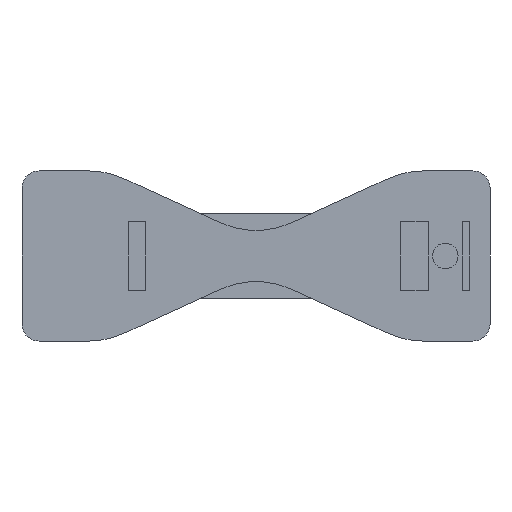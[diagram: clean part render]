
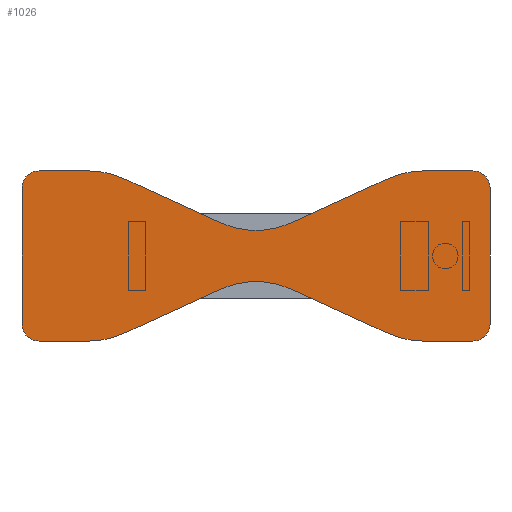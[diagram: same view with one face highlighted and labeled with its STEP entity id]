
A CAD part, front view. The second image highlights one B-rep face of the part: STEP entity #1026.
In plain terms, the highlighted planar face has unit normal (0, -1, 0).
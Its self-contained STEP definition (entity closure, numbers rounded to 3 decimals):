
#130=CIRCLE('',#1124,2.);
#132=CIRCLE('',#1128,2.);
#134=CIRCLE('',#1132,10.);
#136=CIRCLE('',#1136,10.);
#138=CIRCLE('',#1140,10.);
#140=CIRCLE('',#1144,2.);
#142=CIRCLE('',#1148,2.);
#144=CIRCLE('',#1152,10.);
#146=CIRCLE('',#1156,10.);
#148=CIRCLE('',#1160,10.);
#200=FACE_OUTER_BOUND('',#251,.T.);
#251=EDGE_LOOP('',(#798,#799,#800,#801,#802,#803,#804,#805,#806,#807,#808,
#809,#810,#811,#812,#813,#814,#815,#816,#817));
#283=LINE('',#1546,#377);
#287=LINE('',#1558,#381);
#291=LINE('',#1570,#385);
#295=LINE('',#1582,#389);
#299=LINE('',#1594,#393);
#303=LINE('',#1606,#397);
#307=LINE('',#1618,#401);
#311=LINE('',#1630,#405);
#315=LINE('',#1642,#409);
#319=LINE('',#1654,#413);
#377=VECTOR('',#1235,10.);
#381=VECTOR('',#1247,10.);
#385=VECTOR('',#1259,10.);
#389=VECTOR('',#1271,10.);
#393=VECTOR('',#1283,10.);
#397=VECTOR('',#1295,10.);
#401=VECTOR('',#1307,10.);
#405=VECTOR('',#1319,10.);
#409=VECTOR('',#1331,10.);
#413=VECTOR('',#1343,10.);
#471=VERTEX_POINT('',#1543);
#472=VERTEX_POINT('',#1545);
#474=VERTEX_POINT('',#1551);
#476=VERTEX_POINT('',#1557);
#478=VERTEX_POINT('',#1563);
#480=VERTEX_POINT('',#1569);
#482=VERTEX_POINT('',#1575);
#484=VERTEX_POINT('',#1581);
#486=VERTEX_POINT('',#1587);
#488=VERTEX_POINT('',#1593);
#490=VERTEX_POINT('',#1599);
#492=VERTEX_POINT('',#1605);
#494=VERTEX_POINT('',#1611);
#496=VERTEX_POINT('',#1617);
#498=VERTEX_POINT('',#1623);
#500=VERTEX_POINT('',#1629);
#502=VERTEX_POINT('',#1635);
#504=VERTEX_POINT('',#1641);
#506=VERTEX_POINT('',#1647);
#508=VERTEX_POINT('',#1653);
#563=EDGE_CURVE('',#472,#471,#283,.T.);
#566=EDGE_CURVE('',#474,#472,#130,.T.);
#569=EDGE_CURVE('',#476,#474,#287,.T.);
#572=EDGE_CURVE('',#478,#476,#132,.T.);
#575=EDGE_CURVE('',#480,#478,#291,.T.);
#578=EDGE_CURVE('',#482,#480,#134,.T.);
#581=EDGE_CURVE('',#484,#482,#295,.T.);
#584=EDGE_CURVE('',#486,#484,#136,.T.);
#587=EDGE_CURVE('',#488,#486,#299,.T.);
#590=EDGE_CURVE('',#490,#488,#138,.T.);
#593=EDGE_CURVE('',#492,#490,#303,.T.);
#596=EDGE_CURVE('',#494,#492,#140,.T.);
#599=EDGE_CURVE('',#496,#494,#307,.T.);
#602=EDGE_CURVE('',#498,#496,#142,.T.);
#605=EDGE_CURVE('',#500,#498,#311,.T.);
#608=EDGE_CURVE('',#502,#500,#144,.T.);
#611=EDGE_CURVE('',#504,#502,#315,.T.);
#614=EDGE_CURVE('',#506,#504,#146,.T.);
#617=EDGE_CURVE('',#508,#506,#319,.T.);
#620=EDGE_CURVE('',#471,#508,#148,.T.);
#798=ORIENTED_EDGE('',*,*,#620,.T.);
#799=ORIENTED_EDGE('',*,*,#617,.T.);
#800=ORIENTED_EDGE('',*,*,#614,.T.);
#801=ORIENTED_EDGE('',*,*,#611,.T.);
#802=ORIENTED_EDGE('',*,*,#608,.T.);
#803=ORIENTED_EDGE('',*,*,#605,.T.);
#804=ORIENTED_EDGE('',*,*,#602,.T.);
#805=ORIENTED_EDGE('',*,*,#599,.T.);
#806=ORIENTED_EDGE('',*,*,#596,.T.);
#807=ORIENTED_EDGE('',*,*,#593,.T.);
#808=ORIENTED_EDGE('',*,*,#590,.T.);
#809=ORIENTED_EDGE('',*,*,#587,.T.);
#810=ORIENTED_EDGE('',*,*,#584,.T.);
#811=ORIENTED_EDGE('',*,*,#581,.T.);
#812=ORIENTED_EDGE('',*,*,#578,.T.);
#813=ORIENTED_EDGE('',*,*,#575,.T.);
#814=ORIENTED_EDGE('',*,*,#572,.T.);
#815=ORIENTED_EDGE('',*,*,#569,.T.);
#816=ORIENTED_EDGE('',*,*,#566,.T.);
#817=ORIENTED_EDGE('',*,*,#563,.T.);
#983=PLANE('',#1162);
#1026=ADVANCED_FACE('',(#200),#983,.F.);
#1124=AXIS2_PLACEMENT_3D('',#1552,#1241,#1242);
#1128=AXIS2_PLACEMENT_3D('',#1564,#1253,#1254);
#1132=AXIS2_PLACEMENT_3D('',#1576,#1265,#1266);
#1136=AXIS2_PLACEMENT_3D('',#1588,#1277,#1278);
#1140=AXIS2_PLACEMENT_3D('',#1600,#1289,#1290);
#1144=AXIS2_PLACEMENT_3D('',#1612,#1301,#1302);
#1148=AXIS2_PLACEMENT_3D('',#1624,#1313,#1314);
#1152=AXIS2_PLACEMENT_3D('',#1636,#1325,#1326);
#1156=AXIS2_PLACEMENT_3D('',#1648,#1337,#1338);
#1160=AXIS2_PLACEMENT_3D('',#1658,#1349,#1350);
#1162=AXIS2_PLACEMENT_3D('',#1660,#1353,#1354);
#1235=DIRECTION('',(1.,0.,0.));
#1241=DIRECTION('center_axis',(0.,-1.,0.));
#1242=DIRECTION('ref_axis',(0.,0.,-1.));
#1247=DIRECTION('',(0.,0.,-1.));
#1253=DIRECTION('center_axis',(0.,-1.,0.));
#1254=DIRECTION('ref_axis',(-1.,0.,0.));
#1259=DIRECTION('',(-1.,0.,0.));
#1265=DIRECTION('center_axis',(0.,-1.,0.));
#1266=DIRECTION('ref_axis',(0.,0.,1.));
#1271=DIRECTION('',(-0.91,0.,0.415));
#1277=DIRECTION('center_axis',(0.,1.,0.));
#1278=DIRECTION('ref_axis',(-0.415,0.,0.91));
#1283=DIRECTION('',(-0.91,0.,-0.415));
#1289=DIRECTION('center_axis',(0.,-1.,0.));
#1290=DIRECTION('ref_axis',(-0.415,0.,0.91));
#1295=DIRECTION('',(-1.,0.,0.));
#1301=DIRECTION('center_axis',(0.,-1.,0.));
#1302=DIRECTION('ref_axis',(0.,0.,1.));
#1307=DIRECTION('',(0.,0.,1.));
#1313=DIRECTION('center_axis',(0.,-1.,0.));
#1314=DIRECTION('ref_axis',(1.,0.,0.));
#1319=DIRECTION('',(1.,0.,0.));
#1325=DIRECTION('center_axis',(0.,-1.,0.));
#1326=DIRECTION('ref_axis',(0.,0.,-1.));
#1331=DIRECTION('',(0.91,0.,-0.415));
#1337=DIRECTION('center_axis',(0.,1.,0.));
#1338=DIRECTION('ref_axis',(0.415,0.,-0.91));
#1343=DIRECTION('',(0.91,0.,0.415));
#1349=DIRECTION('center_axis',(0.,-1.,0.));
#1350=DIRECTION('ref_axis',(0.415,0.,-0.91));
#1353=DIRECTION('center_axis',(0.,1.,0.));
#1354=DIRECTION('ref_axis',(0.,0.,1.));
#1543=CARTESIAN_POINT('',(-19.676,-0.4,-10.));
#1545=CARTESIAN_POINT('',(-25.5,-0.4,-10.));
#1546=CARTESIAN_POINT('',(-19.676,-0.4,-10.));
#1551=CARTESIAN_POINT('',(-27.5,-0.4,-8.));
#1552=CARTESIAN_POINT('Origin',(-25.5,-0.4,-8.));
#1557=CARTESIAN_POINT('',(-27.5,-0.4,8.));
#1558=CARTESIAN_POINT('',(-27.5,-0.4,-8.));
#1563=CARTESIAN_POINT('',(-25.5,-0.4,10.));
#1564=CARTESIAN_POINT('Origin',(-25.5,-0.4,8.));
#1569=CARTESIAN_POINT('',(-19.676,-0.4,10.));
#1570=CARTESIAN_POINT('',(-25.5,-0.4,10.));
#1575=CARTESIAN_POINT('',(-15.521,-0.4,9.096));
#1576=CARTESIAN_POINT('Origin',(-19.676,-0.4,0.));
#1581=CARTESIAN_POINT('',(-4.155,-0.4,3.904));
#1582=CARTESIAN_POINT('',(-15.521,-0.4,9.096));
#1587=CARTESIAN_POINT('',(4.155,-0.4,3.904));
#1588=CARTESIAN_POINT('Origin',(0.,-0.4,13.));
#1593=CARTESIAN_POINT('',(15.521,-0.4,9.096));
#1594=CARTESIAN_POINT('',(4.155,-0.4,3.904));
#1599=CARTESIAN_POINT('',(19.676,-0.4,10.));
#1600=CARTESIAN_POINT('Origin',(19.676,-0.4,0.));
#1605=CARTESIAN_POINT('',(25.5,-0.4,10.));
#1606=CARTESIAN_POINT('',(19.676,-0.4,10.));
#1611=CARTESIAN_POINT('',(27.5,-0.4,8.));
#1612=CARTESIAN_POINT('Origin',(25.5,-0.4,8.));
#1617=CARTESIAN_POINT('',(27.5,-0.4,-8.));
#1618=CARTESIAN_POINT('',(27.5,-0.4,8.));
#1623=CARTESIAN_POINT('',(25.5,-0.4,-10.));
#1624=CARTESIAN_POINT('Origin',(25.5,-0.4,-8.));
#1629=CARTESIAN_POINT('',(19.676,-0.4,-10.));
#1630=CARTESIAN_POINT('',(25.5,-0.4,-10.));
#1635=CARTESIAN_POINT('',(15.521,-0.4,-9.096));
#1636=CARTESIAN_POINT('Origin',(19.676,-0.4,0.));
#1641=CARTESIAN_POINT('',(4.155,-0.4,-3.904));
#1642=CARTESIAN_POINT('',(15.521,-0.4,-9.096));
#1647=CARTESIAN_POINT('',(-4.155,-0.4,-3.904));
#1648=CARTESIAN_POINT('Origin',(0.,-0.4,-13.));
#1653=CARTESIAN_POINT('',(-15.521,-0.4,-9.096));
#1654=CARTESIAN_POINT('',(-4.155,-0.4,-3.904));
#1658=CARTESIAN_POINT('Origin',(-19.676,-0.4,0.));
#1660=CARTESIAN_POINT('Origin',(0.,-0.4,0.));
